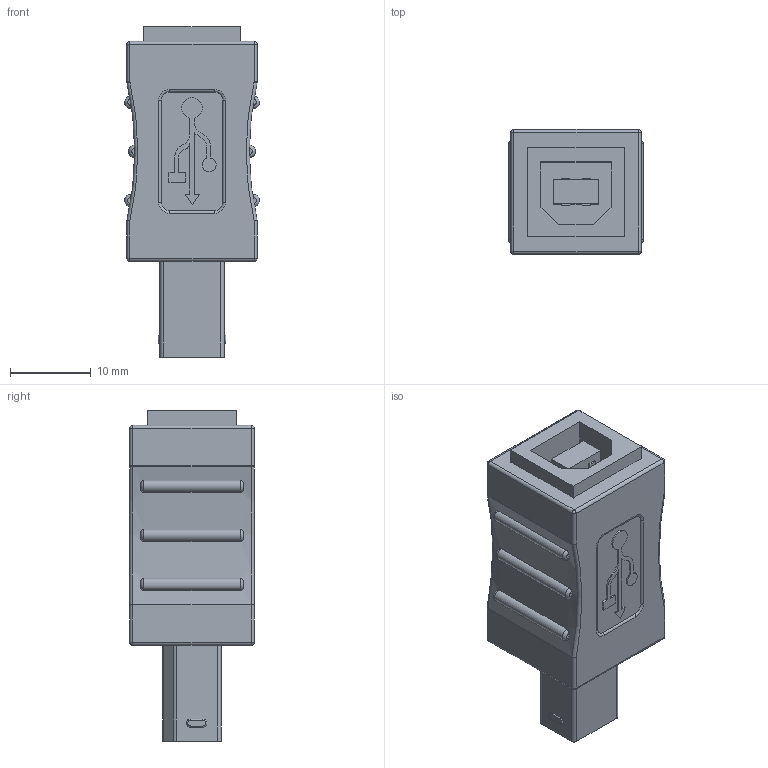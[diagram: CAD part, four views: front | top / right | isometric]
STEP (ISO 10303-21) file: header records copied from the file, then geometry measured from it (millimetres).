
FILE_DESCRIPTION (( 'STEP AP214' ), '1' );
FILE_NAME ('UAD027MF.STEP', '2019-04-25T14:03:08', ( '' ), ( '' ), 'SwSTEP 2.0', 'SolidWorks 2018', '' );
FILE_SCHEMA (( 'AUTOMOTIVE_DESIGN' ));
Length unit declared in the file: inch
Products named in the file (8): 1AA05-023 (OLD); 1AA05-011-MA3; 1AA05-011; 1AA05-011-MA4; 1AA05-011-MA2; UAD027MF; 1AA05-011-MA1
Assembly tree (13 placements, depth 3):
  UAD027MF
    UAD027MF
    1AA05-011
      1AA05-011-MA2
      1AA05-011-MA4  x4
      1AA05-011-MA3  x4
      1AA05-011-MA1
    1AA05-023 (OLD)
Bounding box: 16.73 x 15.49 x 41 mm (x, y, z)
Volume: 6651.8 mm3; surface area: 6454.7 mm2
Topology: 11 solids, 15 shells, 433 faces, 1154 edges, 740 vertices
Faces by surface type: plane 251, cylinder 95, torus 36, bspline 27, sphere 24
Entity records: 17229 total; most frequent: CARTESIAN_POINT 3912, ORIENTED_EDGE 2016, DIRECTION 1932, EDGE_CURVE 1014, LINE 692, VECTOR 692, VERTEX_POINT 660, AXIS2_PLACEMENT_3D 620
